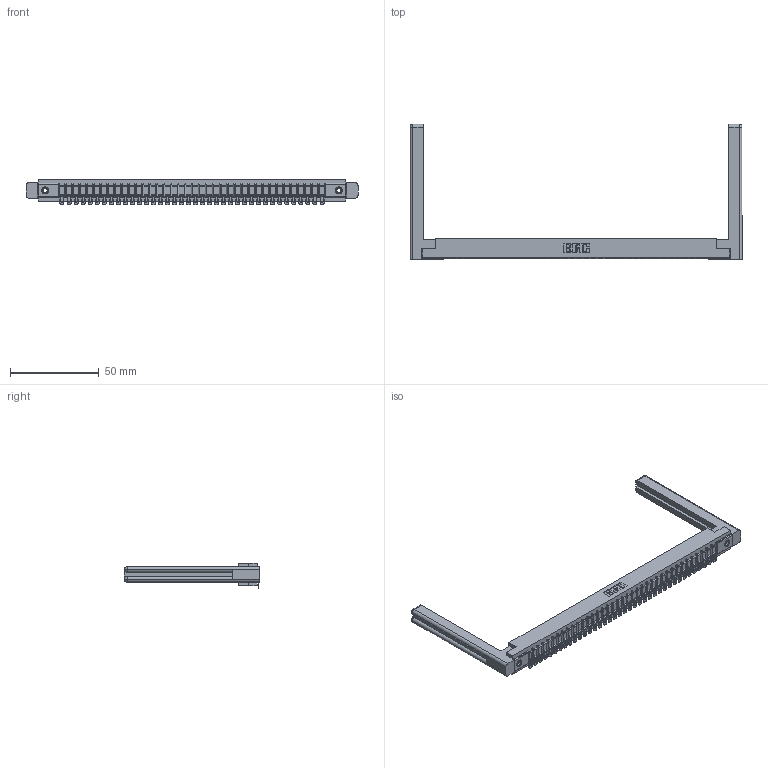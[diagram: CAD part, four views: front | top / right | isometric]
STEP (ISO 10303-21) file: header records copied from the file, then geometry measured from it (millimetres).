
FILE_DESCRIPTION (( 'STEP AP203' ), '1' );
FILE_NAME ('307-038-454-158.STEP', '2020-09-29T06:40:02', ( '' ), ( '' ), 'SwSTEP 2.0', 'SolidWorks 2020', '' );
FILE_SCHEMA (( 'CONFIG_CONTROL_DESIGN' ));
Length unit declared in the file: inch
Products named in the file (5): 307 Part_.156 Dia Mounting Holes; 345-250-001_345-250-001-102; 307-220-058; 307-038-454-158; 307-290-002_554
Assembly tree (43 placements, depth 2):
  307-038-454-158
    307 Part_.156 Dia Mounting Holes
    307-290-002_554  x38
    307-220-058  x2
    345-250-001_345-250-001-102  x2
Bounding box: 187.2 x 76.33 x 14.52 mm (x, y, z)
Volume: 27136.6 mm3; surface area: 30058.3 mm2
Topology: 43 solids, 43 shells, 3377 faces, 10291 edges, 6742 vertices
Faces by surface type: plane 1902, cylinder 1373, sphere 78, torus 12, cone 12
Entity records: 36668 total; most frequent: CARTESIAN_POINT 6193, ORIENTED_EDGE 6122, DIRECTION 5985, EDGE_CURVE 3061, VECTOR 2333, LINE 2333, VERTEX_POINT 1980, AXIS2_PLACEMENT_3D 1826
